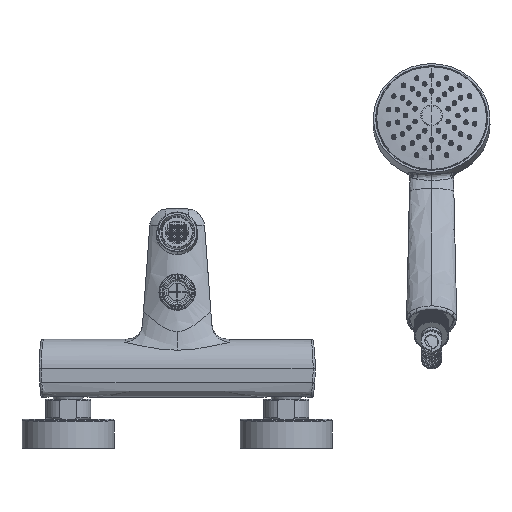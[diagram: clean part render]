
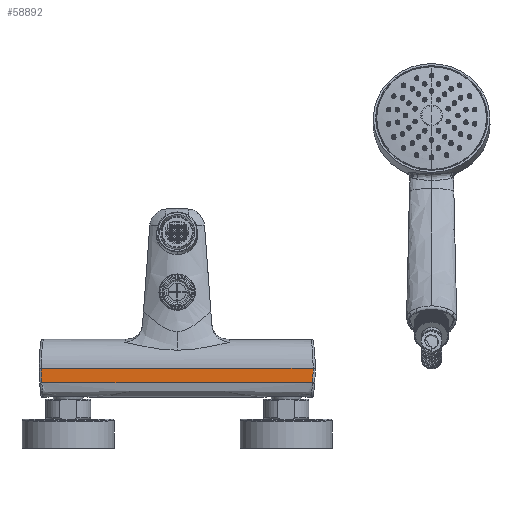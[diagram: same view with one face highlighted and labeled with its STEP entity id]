
A CAD part, front view. The second image highlights one B-rep face of the part: STEP entity #58892.
In plain terms, the highlighted planar face has unit normal (0, -1, 0).
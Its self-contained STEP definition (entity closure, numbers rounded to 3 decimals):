
#10972=CARTESIAN_POINT('',(-39.083,-20.,0.));
#10973=DIRECTION('',(0.,-1.,0.));
#10974=DIRECTION('',(0.997,0.,-0.075));
#10975=AXIS2_PLACEMENT_3D('',#10972,#10973,#10974);
#10977=DIRECTION('',(-1.,0.,0.));
#10978=VECTOR('',#10977,186.245);
#10979=CARTESIAN_POINT('',(93.122,-20.,
-10.));
#10980=LINE('',#10979,#10978);
#10981=CARTESIAN_POINT('',(39.083,-20.,0.));
#10982=DIRECTION('',(0.,-1.,0.));
#10983=DIRECTION('',(-1.,0.,0.));
#10984=AXIS2_PLACEMENT_3D('',#10981,#10982,#10983);
#10986=CARTESIAN_POINT('',(-93.5,-20.,
0.));
#10987=CARTESIAN_POINT('',(-72.722,-20.,
0.));
#10988=CARTESIAN_POINT('',(-31.167,-20.,
0.));
#10989=CARTESIAN_POINT('',(31.167,-20.,
0.));
#10990=CARTESIAN_POINT('',(72.722,-20.,
0.));
#10991=CARTESIAN_POINT('',(93.5,-20.,
0.));
#41647=CARTESIAN_POINT('',(93.122,-20.,-10.));
#41648=CARTESIAN_POINT('',(93.5,-20.,-0.001));
#41649=VERTEX_POINT('',#41647);
#41650=VERTEX_POINT('',#41648);
#41655=CARTESIAN_POINT('',(-93.5,-20.,-0.001));
#41656=CARTESIAN_POINT('',(-93.122,-20.,-10.));
#41657=VERTEX_POINT('',#41655);
#41658=VERTEX_POINT('',#41656);
#58879=CARTESIAN_POINT('',(-95.,-20.,0.));
#58880=DIRECTION('',(0.,-1.,0.));
#58881=DIRECTION('',(0.,0.,-1.));
#58882=AXIS2_PLACEMENT_3D('',#58879,#58880,#58881);
#58883=PLANE('',#58882);
#58885=ORIENTED_EDGE('',*,*,#58884,.F.);
#58887=ORIENTED_EDGE('',*,*,#58886,.T.);
#58888=ORIENTED_EDGE('',*,*,#58862,.F.);
#58889=ORIENTED_EDGE('',*,*,#57118,.T.);
#58890=EDGE_LOOP('',(#58885,#58887,#58888,#58889));
#58891=FACE_OUTER_BOUND('',#58890,.F.);
#58892=ADVANCED_FACE('',(#58891),#58883,.T.);
#10976=CIRCLE('',#10975,132.583);
#10985=CIRCLE('',#10984,132.583);
#10992=B_SPLINE_CURVE_WITH_KNOTS('',3,(#10986,#10987,#10988,#10989,#10990,
#10991),.UNSPECIFIED.,.F.,.F.,(4,1,1,4),(0.,0.333,
0.667,1.),.UNSPECIFIED.);
#57118=EDGE_CURVE('',#41657,#41650,#10992,.T.);
#58862=EDGE_CURVE('',#41657,#41658,#10985,.T.);
#58884=EDGE_CURVE('',#41649,#41650,#10976,.T.);
#58886=EDGE_CURVE('',#41649,#41658,#10980,.T.);
